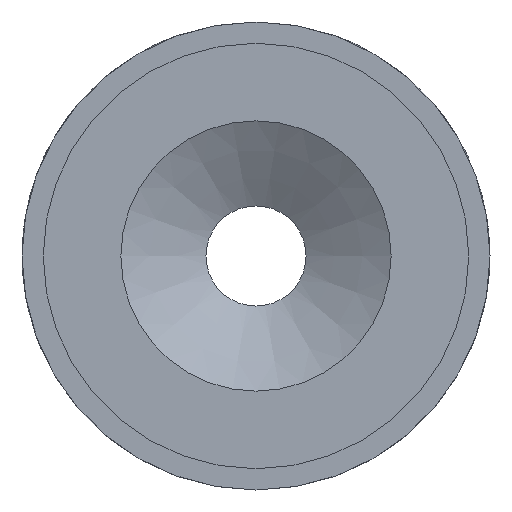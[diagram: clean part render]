
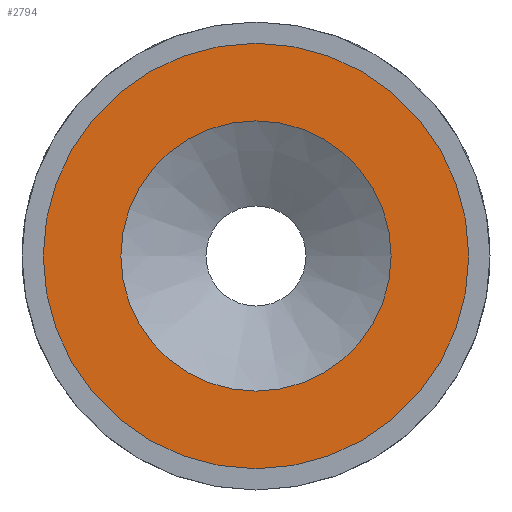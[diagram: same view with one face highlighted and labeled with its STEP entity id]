
A CAD part, front view. The second image highlights one B-rep face of the part: STEP entity #2794.
In plain terms, the highlighted face is planar.
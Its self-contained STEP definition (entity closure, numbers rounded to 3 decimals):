
#344=FACE_BOUND('',#1026,.T.);
#396=PLANE('',#3214);
#814=FACE_OUTER_BOUND('',#1025,.T.);
#1025=EDGE_LOOP('',(#2580));
#1026=EDGE_LOOP('',(#2581));
#1188=CIRCLE('',#3210,158.8);
#1191=CIRCLE('',#3215,250.);
#1444=VERTEX_POINT('',#6516);
#1447=VERTEX_POINT('',#6526);
#1823=EDGE_CURVE('',#1444,#1444,#1188,.T.);
#1828=EDGE_CURVE('',#1447,#1447,#1191,.T.);
#2580=ORIENTED_EDGE('',*,*,#1828,.F.);
#2581=ORIENTED_EDGE('',*,*,#1823,.T.);
#2794=ADVANCED_FACE('',(#814,#344),#396,.F.);
#3210=AXIS2_PLACEMENT_3D('',#6517,#3864,#3865);
#3214=AXIS2_PLACEMENT_3D('',#6525,#3874,#3875);
#3215=AXIS2_PLACEMENT_3D('',#6527,#3876,#3877);
#3864=DIRECTION('center_axis',(0.,-1.,0.));
#3865=DIRECTION('ref_axis',(1.,0.,0.));
#3874=DIRECTION('center_axis',(0.,-1.,0.));
#3875=DIRECTION('ref_axis',(0.,0.,-1.));
#3876=DIRECTION('center_axis',(0.,-1.,0.));
#3877=DIRECTION('ref_axis',(1.,0.,0.));
#6516=CARTESIAN_POINT('',(-158.8,175.,0.));
#6517=CARTESIAN_POINT('Origin',(0.,175.,0.));
#6525=CARTESIAN_POINT('Origin',(0.,175.,0.));
#6526=CARTESIAN_POINT('',(0.,175.,250.));
#6527=CARTESIAN_POINT('Origin',(0.,175.,0.));
